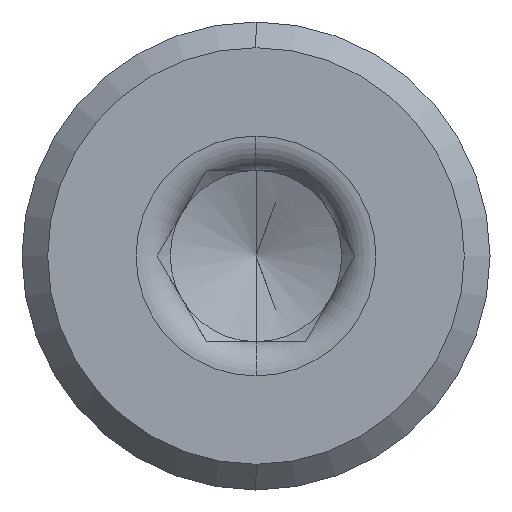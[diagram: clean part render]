
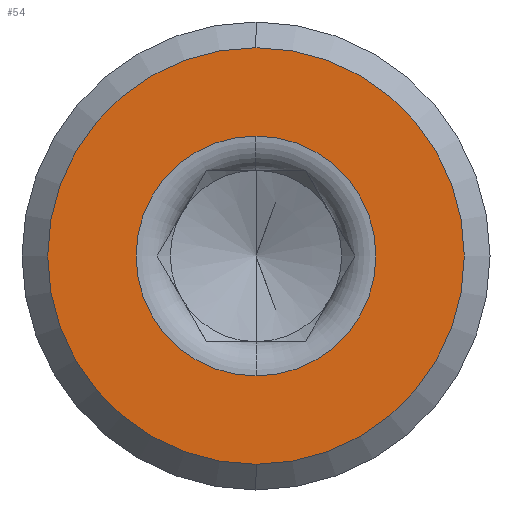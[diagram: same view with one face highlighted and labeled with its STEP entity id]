
A CAD part, left-side view. The second image highlights one B-rep face of the part: STEP entity #54.
In plain terms, the highlighted planar face has unit normal (-1, 0, 0).
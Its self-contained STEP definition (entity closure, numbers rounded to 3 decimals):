
#54 = ADVANCED_FACE ( 'NONE', ( #553, #265 ), #372, .F. ) ;
#93 = CIRCLE ( 'NONE', #771, 7. ) ;
#109 = CIRCLE ( 'NONE', #182, 7. ) ;
#163 = EDGE_LOOP ( 'NONE', ( #283, #171 ) ) ;
#171 = ORIENTED_EDGE ( 'NONE', *, *, #973, .T. ) ;
#182 = AXIS2_PLACEMENT_3D ( 'NONE', #1063, #991, #1003 ) ;
#198 = AXIS2_PLACEMENT_3D ( 'NONE', #1008, #968, #638 ) ;
#227 = ORIENTED_EDGE ( 'NONE', *, *, #653, .T. ) ;
#230 = CARTESIAN_POINT ( 'NONE',  ( 0., 0., 0. ) ) ;
#239 = DIRECTION ( 'NONE',  ( -1., 0., 0. ) ) ;
#259 = CIRCLE ( 'NONE', #711, 12.15 ) ;
#265 = FACE_OUTER_BOUND ( 'NONE', #772, .T. ) ;
#283 = ORIENTED_EDGE ( 'NONE', *, *, #683, .T. ) ;
#305 = CARTESIAN_POINT ( 'NONE',  ( 0., 0., 0. ) ) ;
#306 = EDGE_CURVE ( 'NONE', #763, #627, #576, .T. ) ;
#314 = DIRECTION ( 'NONE',  ( 0., 0., -1. ) ) ;
#334 = CARTESIAN_POINT ( 'NONE',  ( 0., 0., 0. ) ) ;
#365 = AXIS2_PLACEMENT_3D ( 'NONE', #334, #380, #399 ) ;
#372 = PLANE ( 'NONE',  #365 ) ;
#380 = DIRECTION ( 'NONE',  ( 1., 0., 0. ) ) ;
#397 = CARTESIAN_POINT ( 'NONE',  ( 0., 0., -12.15 ) ) ;
#399 = DIRECTION ( 'NONE',  ( 0., 0., -1. ) ) ;
#404 = VERTEX_POINT ( 'NONE', #600 ) ;
#553 = FACE_BOUND ( 'NONE', #163, .T. ) ;
#576 = CIRCLE ( 'NONE', #198, 12.15 ) ;
#600 = CARTESIAN_POINT ( 'NONE',  ( 0., 0., -7. ) ) ;
#626 = ORIENTED_EDGE ( 'NONE', *, *, #306, .T. ) ;
#627 = VERTEX_POINT ( 'NONE', #397 ) ;
#638 = DIRECTION ( 'NONE',  ( 0., 0., -1. ) ) ;
#653 = EDGE_CURVE ( 'NONE', #627, #763, #259, .T. ) ;
#683 = EDGE_CURVE ( 'NONE', #404, #1029, #93, .T. ) ;
#711 = AXIS2_PLACEMENT_3D ( 'NONE', #230, #239, #314 ) ;
#763 = VERTEX_POINT ( 'NONE', #777 ) ;
#771 = AXIS2_PLACEMENT_3D ( 'NONE', #305, #1135, #1070 ) ;
#772 = EDGE_LOOP ( 'NONE', ( #227, #626 ) ) ;
#777 = CARTESIAN_POINT ( 'NONE',  ( 0., 0., 12.15 ) ) ;
#968 = DIRECTION ( 'NONE',  ( -1., 0., 0. ) ) ;
#973 = EDGE_CURVE ( 'NONE', #1029, #404, #109, .T. ) ;
#991 = DIRECTION ( 'NONE',  ( 1., 0., 0. ) ) ;
#995 = CARTESIAN_POINT ( 'NONE',  ( 0., 0., 7. ) ) ;
#1003 = DIRECTION ( 'NONE',  ( 0., 0., -1. ) ) ;
#1008 = CARTESIAN_POINT ( 'NONE',  ( 0., 0., 0. ) ) ;
#1029 = VERTEX_POINT ( 'NONE', #995 ) ;
#1063 = CARTESIAN_POINT ( 'NONE',  ( 0., 0., 0. ) ) ;
#1070 = DIRECTION ( 'NONE',  ( 0., 0., -1. ) ) ;
#1135 = DIRECTION ( 'NONE',  ( 1., 0., 0. ) ) ;
